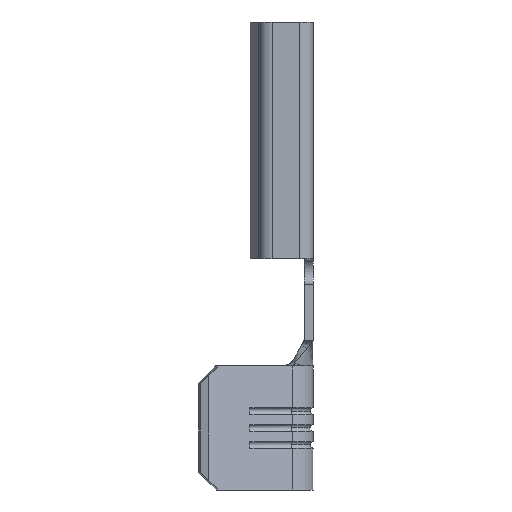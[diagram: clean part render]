
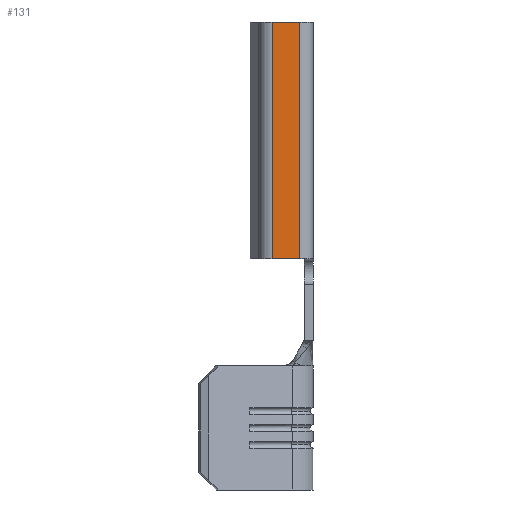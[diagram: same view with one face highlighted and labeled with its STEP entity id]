
A CAD part, left-side view. The second image highlights one B-rep face of the part: STEP entity #131.
In plain terms, the highlighted planar face has unit normal (-1, 0, 0).
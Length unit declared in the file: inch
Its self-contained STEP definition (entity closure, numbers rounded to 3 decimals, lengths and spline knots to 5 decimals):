
#2 = CARTESIAN_POINT ( 'NONE',  ( -0.146, 0.021, 0.41 ) ) ;
#74 = EDGE_CURVE ( 'NONE', #3552, #2923, #4339, .T. ) ;
#131 = ADVANCED_FACE ( 'NONE', ( #310 ), #3531, .F. ) ;
#199 = LINE ( 'NONE', #2051, #3905 ) ;
#233 = CARTESIAN_POINT ( 'NONE',  ( -0.146, -0.028, 0.83 ) ) ;
#276 = DIRECTION ( 'NONE',  ( 0., -1., 0. ) ) ;
#310 = FACE_OUTER_BOUND ( 'NONE', #1323, .T. ) ;
#571 = CARTESIAN_POINT ( 'NONE',  ( -0.146, 0.021, 0.83 ) ) ;
#574 = LINE ( 'NONE', #233, #4266 ) ;
#774 = ORIENTED_EDGE ( 'NONE', *, *, #4088, .F. ) ;
#956 = ORIENTED_EDGE ( 'NONE', *, *, #2703, .T. ) ;
#1321 = DIRECTION ( 'NONE',  ( 0., 0., -1. ) ) ;
#1323 = EDGE_LOOP ( 'NONE', ( #956, #774, #4329, #4027 ) ) ;
#1332 = VERTEX_POINT ( 'NONE', #2 ) ;
#1392 = VERTEX_POINT ( 'NONE', #2857 ) ;
#1628 = DIRECTION ( 'NONE',  ( 0., -1., 0. ) ) ;
#2051 = CARTESIAN_POINT ( 'NONE',  ( -0.146, 0.021, 0.83 ) ) ;
#2615 = AXIS2_PLACEMENT_3D ( 'NONE', #3933, #3330, #3363 ) ;
#2703 = EDGE_CURVE ( 'NONE', #1332, #1392, #3736, .T. ) ;
#2737 = VECTOR ( 'NONE', #1628, 39.37008 ) ;
#2857 = CARTESIAN_POINT ( 'NONE',  ( -0.146, -0.028, 0.41 ) ) ;
#2886 = EDGE_CURVE ( 'NONE', #3552, #1332, #199, .T. ) ;
#2923 = VERTEX_POINT ( 'NONE', #4595 ) ;
#3116 = DIRECTION ( 'NONE',  ( 0., 0., -1. ) ) ;
#3330 = DIRECTION ( 'NONE',  ( 1., 0., 0. ) ) ;
#3363 = DIRECTION ( 'NONE',  ( 0., 1., 0. ) ) ;
#3386 = VECTOR ( 'NONE', #276, 39.37008 ) ;
#3531 = PLANE ( 'NONE',  #2615 ) ;
#3552 = VERTEX_POINT ( 'NONE', #4069 ) ;
#3736 = LINE ( 'NONE', #3782, #2737 ) ;
#3782 = CARTESIAN_POINT ( 'NONE',  ( -0.146, 0.021, 0.41 ) ) ;
#3905 = VECTOR ( 'NONE', #3116, 39.37008 ) ;
#3933 = CARTESIAN_POINT ( 'NONE',  ( -0.146, 0.021, 0.83 ) ) ;
#4027 = ORIENTED_EDGE ( 'NONE', *, *, #2886, .T. ) ;
#4069 = CARTESIAN_POINT ( 'NONE',  ( -0.146, 0.021, 0.83 ) ) ;
#4088 = EDGE_CURVE ( 'NONE', #2923, #1392, #574, .T. ) ;
#4266 = VECTOR ( 'NONE', #1321, 39.37008 ) ;
#4329 = ORIENTED_EDGE ( 'NONE', *, *, #74, .F. ) ;
#4339 = LINE ( 'NONE', #571, #3386 ) ;
#4595 = CARTESIAN_POINT ( 'NONE',  ( -0.146, -0.028, 0.83 ) ) ;
